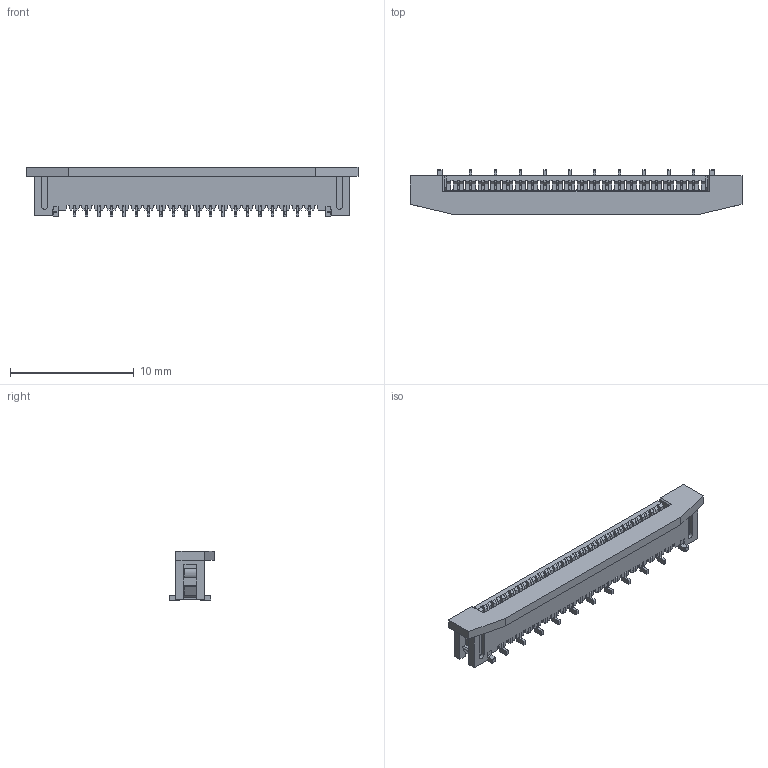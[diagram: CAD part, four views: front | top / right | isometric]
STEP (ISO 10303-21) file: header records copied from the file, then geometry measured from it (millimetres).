
FILE_DESCRIPTION( ( 'Unknown' ), '1' );
FILE_NAME( '686120183822.stp', 'Unknown', ( 'Unknown' ), ( 'Unknown' ), 'PSStep 18.0.17', 'Unknown', ' ' );
FILE_SCHEMA( ( 'AUTOMOTIVE_DESIGN { 1 0 10303 214 1 1 1 1 }' ) );
Length unit declared in the file: millimetre
Products named in the file (6): Assem1; 6861xx183822_Solder pad; 6861xx183822_pin1; 6861xx183822_pin2; 686120183822; 686120183822_Actuator
Assembly tree (24 placements, depth 2):
  Assem1
    6861xx183822_Solder pad  x2
    6861xx183822_pin1  x10
    6861xx183822_pin2  x10
    686120183822
    686120183822_Actuator
Bounding box: 26.8 x 3.6 x 4.03 mm (x, y, z)
Volume: 174.6 mm3; surface area: 1034.9 mm2
Topology: 24 solids, 24 shells, 1718 faces, 5486 edges, 3652 vertices
Faces by surface type: plane 1268, cylinder 450
Entity records: 39587 total; most frequent: ORIENTED_EDGE 6082, CARTESIAN_POINT 5953, DIRECTION 4951, EDGE_CURVE 3041, LINE 2911, VECTOR 2911, VERTEX_POINT 2022, AXIS2_PLACEMENT_3D 1020
